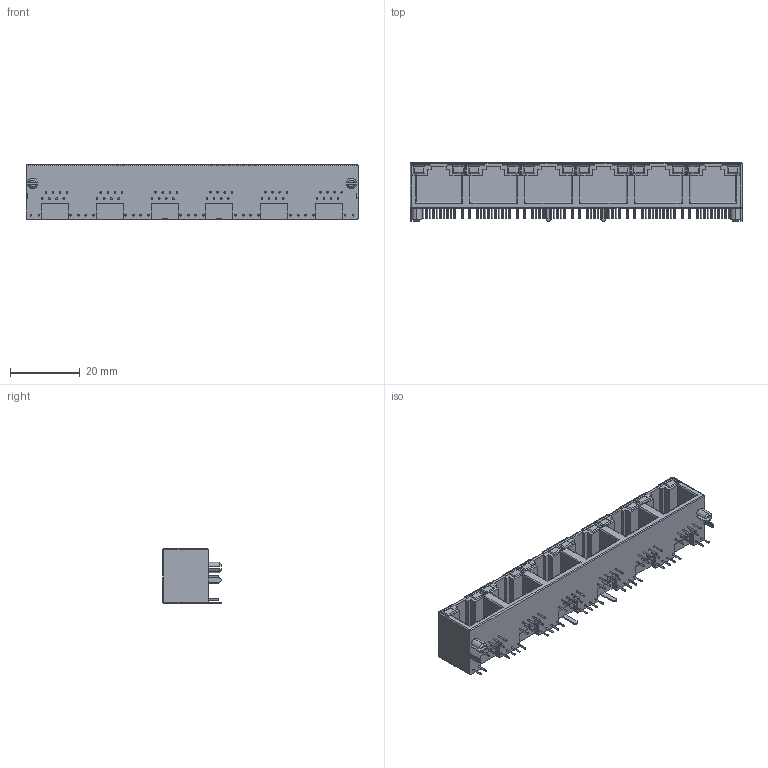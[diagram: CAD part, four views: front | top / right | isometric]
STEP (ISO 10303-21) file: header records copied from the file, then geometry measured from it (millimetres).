
FILE_DESCRIPTION (( 'STEP AP214' ), '1' );
FILE_NAME ('RJ45x6.STEP', '2022-11-15T16:44:01', ( '' ), ( '' ), 'SwSTEP 2.0', 'SolidWorks 2022', '' );
FILE_SCHEMA (( 'AUTOMOTIVE_DESIGN' ));
Length unit declared in the file: millimetre
Products named in the file (1): RJ45x6
Bounding box: 95.25 x 16.75 x 15.7 mm (x, y, z)
Volume: 10339.8 mm3; surface area: 10000 mm2
Topology: 1 solids, 1 shells, 541 faces, 1281 edges, 814 vertices
Faces by surface type: cylinder 301, plane 218, sphere 16, cone 6
Entity records: 19933 total; most frequent: CARTESIAN_POINT 3011, DIRECTION 2583, ORIENTED_EDGE 2530, EDGE_CURVE 1265, AXIS2_PLACEMENT_3D 906, VERTEX_POINT 814, VECTOR 771, LINE 771
